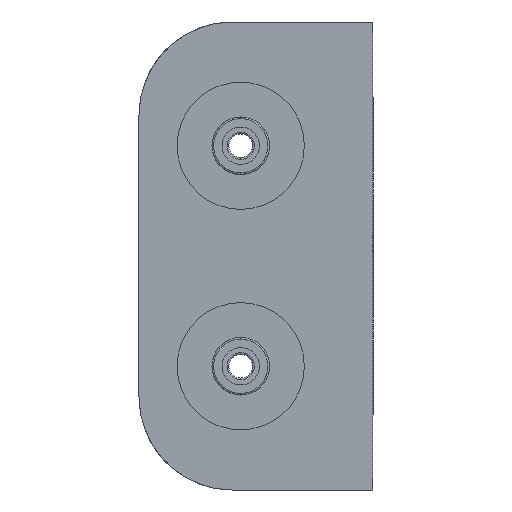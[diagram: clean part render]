
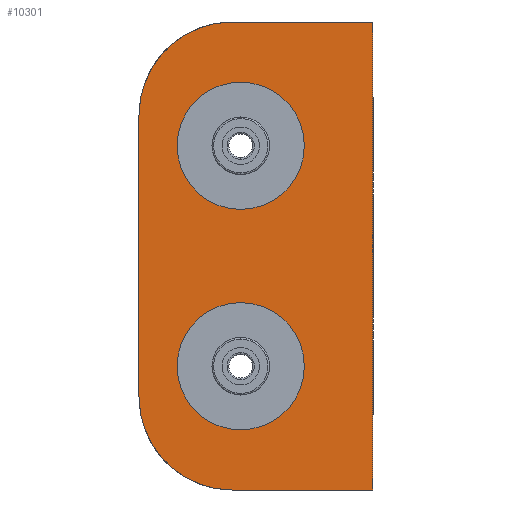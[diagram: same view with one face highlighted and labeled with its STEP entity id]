
A CAD part, left-side view. The second image highlights one B-rep face of the part: STEP entity #10301.
In plain terms, the highlighted planar face has unit normal (-1, 0, 0).
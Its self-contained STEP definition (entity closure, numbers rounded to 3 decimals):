
#307 = CARTESIAN_POINT ( 'NONE',  ( -18.44, 0., -13.8 ) ) ;
#355 = DIRECTION ( 'NONE',  ( -1., 0., 0. ) ) ;
#361 = CARTESIAN_POINT ( 'NONE',  ( -18.44, 0., -13.8 ) ) ;
#422 = EDGE_CURVE ( 'NONE', #13086, #12180, #9941, .T. ) ;
#548 = AXIS2_PLACEMENT_3D ( 'NONE', #2156, #10476, #5415 ) ;
#781 = AXIS2_PLACEMENT_3D ( 'NONE', #12839, #8675, #1409 ) ;
#1017 = DIRECTION ( 'NONE',  ( 1., 0., 0. ) ) ;
#1105 = ORIENTED_EDGE ( 'NONE', *, *, #2238, .F. ) ;
#1266 = VERTEX_POINT ( 'NONE', #7906 ) ;
#1409 = DIRECTION ( 'NONE',  ( 0., 0., 1. ) ) ;
#1806 = FACE_BOUND ( 'NONE', #3607, .T. ) ;
#1884 = CARTESIAN_POINT ( 'NONE',  ( -18.44, 13.8, 8.3 ) ) ;
#2153 = VERTEX_POINT ( 'NONE', #8512 ) ;
#2156 = CARTESIAN_POINT ( 'NONE',  ( -18.44, 7.8, -6.5 ) ) ;
#2238 = EDGE_CURVE ( 'NONE', #3738, #6463, #3725, .T. ) ;
#2373 = DIRECTION ( 'NONE',  ( 0., -1., 0. ) ) ;
#2458 = FACE_OUTER_BOUND ( 'NONE', #3139, .T. ) ;
#2738 = AXIS2_PLACEMENT_3D ( 'NONE', #5497, #6550, #5541 ) ;
#2834 = EDGE_CURVE ( 'NONE', #12180, #2153, #7608, .T. ) ;
#2889 = VERTEX_POINT ( 'NONE', #4464 ) ;
#3103 = AXIS2_PLACEMENT_3D ( 'NONE', #3625, #1017, #10330 ) ;
#3110 = ORIENTED_EDGE ( 'NONE', *, *, #13269, .F. ) ;
#3139 = EDGE_LOOP ( 'NONE', ( #5035, #9657, #7683, #6205, #7097, #3801 ) ) ;
#3268 = LINE ( 'NONE', #1884, #7351 ) ;
#3487 = CARTESIAN_POINT ( 'NONE',  ( -18.44, 7.8, 6.5 ) ) ;
#3607 = EDGE_LOOP ( 'NONE', ( #3110, #11161 ) ) ;
#3625 = CARTESIAN_POINT ( 'NONE',  ( -18.44, 8.3, -8.3 ) ) ;
#3725 = CIRCLE ( 'NONE', #2738, 3.75 ) ;
#3738 = VERTEX_POINT ( 'NONE', #5983 ) ;
#3801 = ORIENTED_EDGE ( 'NONE', *, *, #7911, .F. ) ;
#3853 = CARTESIAN_POINT ( 'NONE',  ( -18.44, 7.8, -2.75 ) ) ;
#4199 = EDGE_CURVE ( 'NONE', #2889, #9213, #6104, .T. ) ;
#4269 = CARTESIAN_POINT ( 'NONE',  ( -18.44, 8.3, 8.3 ) ) ;
#4317 = VERTEX_POINT ( 'NONE', #4498 ) ;
#4419 = EDGE_CURVE ( 'NONE', #1266, #8811, #6090, .T. ) ;
#4464 = CARTESIAN_POINT ( 'NONE',  ( -18.44, 13.8, 8.3 ) ) ;
#4498 = CARTESIAN_POINT ( 'NONE',  ( -18.44, 0., 13.8 ) ) ;
#4624 = DIRECTION ( 'NONE',  ( -1., 0., 0. ) ) ;
#4666 = EDGE_LOOP ( 'NONE', ( #13429, #1105 ) ) ;
#4797 = DIRECTION ( 'NONE',  ( 0., 1., 0. ) ) ;
#4821 = CIRCLE ( 'NONE', #7417, 3.75 ) ;
#5035 = ORIENTED_EDGE ( 'NONE', *, *, #12003, .F. ) ;
#5415 = DIRECTION ( 'NONE',  ( 0., 0., 1. ) ) ;
#5497 = CARTESIAN_POINT ( 'NONE',  ( -18.44, 7.8, -6.5 ) ) ;
#5541 = DIRECTION ( 'NONE',  ( 0., 0., 1. ) ) ;
#5983 = CARTESIAN_POINT ( 'NONE',  ( -18.44, 7.8, -10.25 ) ) ;
#6090 = CIRCLE ( 'NONE', #6253, 3.75 ) ;
#6104 = CIRCLE ( 'NONE', #10521, 5.5 ) ;
#6205 = ORIENTED_EDGE ( 'NONE', *, *, #2834, .F. ) ;
#6253 = AXIS2_PLACEMENT_3D ( 'NONE', #3487, #355, #9702 ) ;
#6463 = VERTEX_POINT ( 'NONE', #3853 ) ;
#6550 = DIRECTION ( 'NONE',  ( -1., 0., 0. ) ) ;
#6772 = CARTESIAN_POINT ( 'NONE',  ( -18.44, 8.3, -13.8 ) ) ;
#7097 = ORIENTED_EDGE ( 'NONE', *, *, #422, .F. ) ;
#7351 = VECTOR ( 'NONE', #13221, 1000. ) ;
#7399 = DIRECTION ( 'NONE',  ( 1., 0., 0. ) ) ;
#7417 = AXIS2_PLACEMENT_3D ( 'NONE', #9747, #4624, #8832 ) ;
#7608 = CIRCLE ( 'NONE', #3103, 5.5 ) ;
#7683 = ORIENTED_EDGE ( 'NONE', *, *, #9839, .F. ) ;
#7906 = CARTESIAN_POINT ( 'NONE',  ( -18.44, 7.8, 2.75 ) ) ;
#7911 = EDGE_CURVE ( 'NONE', #4317, #13086, #8159, .T. ) ;
#8159 = LINE ( 'NONE', #12271, #9304 ) ;
#8232 = CARTESIAN_POINT ( 'NONE',  ( -18.44, 8.3, 13.8 ) ) ;
#8512 = CARTESIAN_POINT ( 'NONE',  ( -18.44, 13.8, -8.3 ) ) ;
#8635 = VECTOR ( 'NONE', #4797, 1000. ) ;
#8675 = DIRECTION ( 'NONE',  ( -1., 0., 0. ) ) ;
#8811 = VERTEX_POINT ( 'NONE', #13018 ) ;
#8832 = DIRECTION ( 'NONE',  ( 0., 0., 1. ) ) ;
#9213 = VERTEX_POINT ( 'NONE', #8232 ) ;
#9304 = VECTOR ( 'NONE', #11246, 1000. ) ;
#9657 = ORIENTED_EDGE ( 'NONE', *, *, #4199, .F. ) ;
#9702 = DIRECTION ( 'NONE',  ( 0., 0., 1. ) ) ;
#9747 = CARTESIAN_POINT ( 'NONE',  ( -18.44, 7.8, 6.5 ) ) ;
#9839 = EDGE_CURVE ( 'NONE', #2153, #2889, #3268, .T. ) ;
#9941 = LINE ( 'NONE', #361, #8635 ) ;
#10227 = CARTESIAN_POINT ( 'NONE',  ( -18.44, 0., 13.8 ) ) ;
#10301 = ADVANCED_FACE ( 'NONE', ( #11568, #1806, #2458 ), #11834, .T. ) ;
#10330 = DIRECTION ( 'NONE',  ( 0., 0., 1. ) ) ;
#10476 = DIRECTION ( 'NONE',  ( -1., 0., 0. ) ) ;
#10521 = AXIS2_PLACEMENT_3D ( 'NONE', #4269, #7399, #11398 ) ;
#11161 = ORIENTED_EDGE ( 'NONE', *, *, #4419, .F. ) ;
#11246 = DIRECTION ( 'NONE',  ( 0., 0., -1. ) ) ;
#11367 = CIRCLE ( 'NONE', #548, 3.75 ) ;
#11398 = DIRECTION ( 'NONE',  ( 0., 0., 1. ) ) ;
#11568 = FACE_BOUND ( 'NONE', #4666, .T. ) ;
#11834 = PLANE ( 'NONE',  #781 ) ;
#12003 = EDGE_CURVE ( 'NONE', #9213, #4317, #13512, .T. ) ;
#12021 = EDGE_CURVE ( 'NONE', #6463, #3738, #11367, .T. ) ;
#12180 = VERTEX_POINT ( 'NONE', #6772 ) ;
#12271 = CARTESIAN_POINT ( 'NONE',  ( -18.44, 0., 13.8 ) ) ;
#12839 = CARTESIAN_POINT ( 'NONE',  ( -18.44, 8.3, 8.3 ) ) ;
#12849 = VECTOR ( 'NONE', #2373, 1000. ) ;
#13018 = CARTESIAN_POINT ( 'NONE',  ( -18.44, 7.8, 10.25 ) ) ;
#13086 = VERTEX_POINT ( 'NONE', #307 ) ;
#13221 = DIRECTION ( 'NONE',  ( 0., 0., 1. ) ) ;
#13269 = EDGE_CURVE ( 'NONE', #8811, #1266, #4821, .T. ) ;
#13429 = ORIENTED_EDGE ( 'NONE', *, *, #12021, .F. ) ;
#13512 = LINE ( 'NONE', #10227, #12849 ) ;
